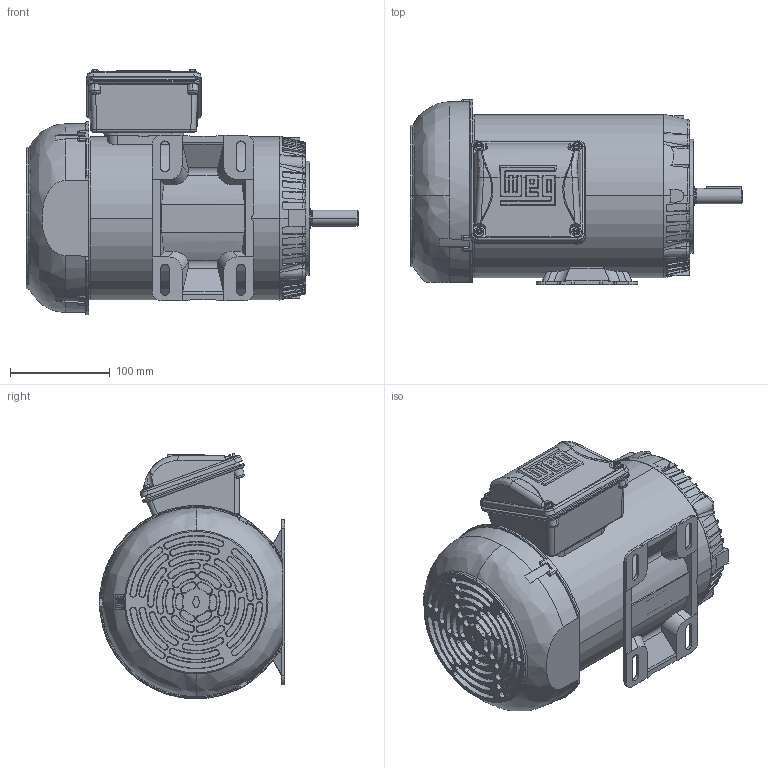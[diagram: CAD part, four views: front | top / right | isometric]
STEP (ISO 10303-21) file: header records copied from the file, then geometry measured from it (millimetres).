
FILE_DESCRIPTION (( 'STEP AP214' ), '1' );
FILE_NAME ('56C_3PH_TEFC_GP_13109 fxt.STEP', '2022-10-05T18:04:45', ( '' ), ( '' ), 'SwSTEP 2.0', 'SolidWorks 2021', '' );
FILE_SCHEMA (( 'AUTOMOTIVE_DESIGN' ));
Length unit declared in the file: inch
Products named in the file (1): 56C_3PH_TEFC_GP_13109 fxt
Bounding box: 333.1 x 186.1 x 246.32 mm (x, y, z)
Volume: 6723211.3 mm3; surface area: 397809.1 mm2
Topology: 13 solids, 29 shells, 1400 faces, 3691 edges, 2402 vertices
Faces by surface type: plane 539, cylinder 331, cone 322, bspline 208
Entity records: 52613 total; most frequent: CARTESIAN_POINT 20675, ORIENTED_EDGE 7348, DIRECTION 5713, EDGE_CURVE 3674, VERTEX_POINT 2402, AXIS2_PLACEMENT_3D 2122, EDGE_LOOP 1478, LINE 1469
